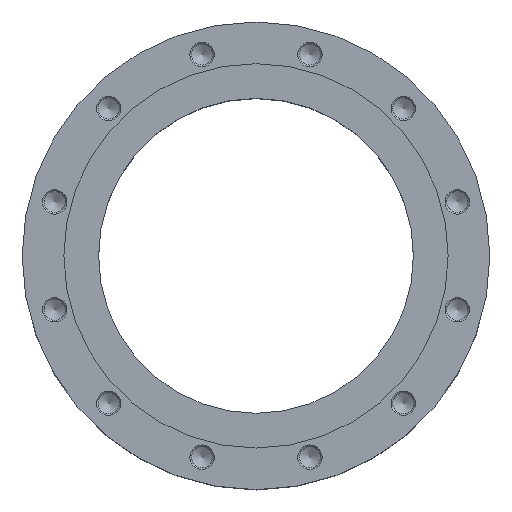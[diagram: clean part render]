
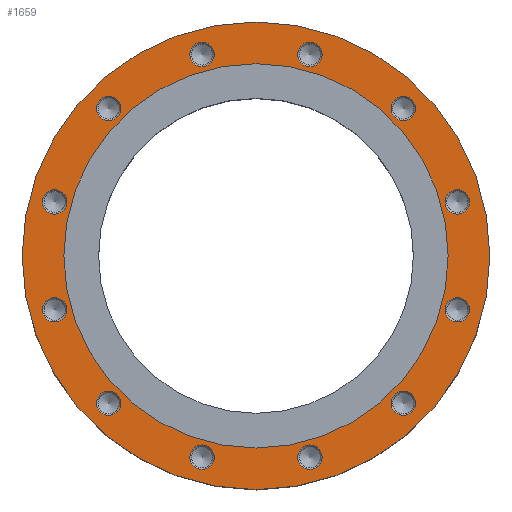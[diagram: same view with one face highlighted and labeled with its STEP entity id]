
A CAD part, top view. The second image highlights one B-rep face of the part: STEP entity #1659.
In plain terms, the highlighted planar face has unit normal (0, 0, 1).
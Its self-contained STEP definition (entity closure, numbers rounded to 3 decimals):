
#176=ORIENTED_EDGE('',*,*,#341,.T.);
#177=ORIENTED_EDGE('',*,*,#342,.T.);
#178=ORIENTED_EDGE('',*,*,#343,.T.);
#179=ORIENTED_EDGE('',*,*,#344,.T.);
#180=ORIENTED_EDGE('',*,*,#345,.T.);
#181=ORIENTED_EDGE('',*,*,#346,.T.);
#182=ORIENTED_EDGE('',*,*,#347,.T.);
#183=ORIENTED_EDGE('',*,*,#348,.T.);
#184=ORIENTED_EDGE('',*,*,#349,.T.);
#185=ORIENTED_EDGE('',*,*,#350,.T.);
#186=ORIENTED_EDGE('',*,*,#351,.T.);
#187=ORIENTED_EDGE('',*,*,#352,.T.);
#188=ORIENTED_EDGE('',*,*,#353,.T.);
#189=ORIENTED_EDGE('',*,*,#340,.F.);
#340=EDGE_CURVE('',#431,#431,#546,.T.);
#341=EDGE_CURVE('',#432,#432,#547,.T.);
#342=EDGE_CURVE('',#433,#433,#548,.T.);
#343=EDGE_CURVE('',#434,#434,#549,.T.);
#344=EDGE_CURVE('',#435,#435,#550,.T.);
#345=EDGE_CURVE('',#436,#436,#551,.T.);
#346=EDGE_CURVE('',#437,#437,#552,.T.);
#347=EDGE_CURVE('',#438,#438,#553,.T.);
#348=EDGE_CURVE('',#439,#439,#554,.T.);
#349=EDGE_CURVE('',#440,#440,#555,.T.);
#350=EDGE_CURVE('',#441,#441,#556,.T.);
#351=EDGE_CURVE('',#442,#442,#557,.T.);
#352=EDGE_CURVE('',#443,#443,#558,.T.);
#353=EDGE_CURVE('',#444,#444,#559,.T.);
#431=VERTEX_POINT('',#2365);
#432=VERTEX_POINT('',#2368);
#433=VERTEX_POINT('',#2370);
#434=VERTEX_POINT('',#2372);
#435=VERTEX_POINT('',#2374);
#436=VERTEX_POINT('',#2376);
#437=VERTEX_POINT('',#2378);
#438=VERTEX_POINT('',#2380);
#439=VERTEX_POINT('',#2382);
#440=VERTEX_POINT('',#2384);
#441=VERTEX_POINT('',#2386);
#442=VERTEX_POINT('',#2388);
#443=VERTEX_POINT('',#2390);
#444=VERTEX_POINT('',#2392);
#546=CIRCLE('',#1785,230.);
#547=CIRCLE('',#1787,189.);
#548=CIRCLE('',#1788,12.);
#549=CIRCLE('',#1789,12.);
#550=CIRCLE('',#1790,12.);
#551=CIRCLE('',#1791,12.);
#552=CIRCLE('',#1792,12.);
#553=CIRCLE('',#1793,12.);
#554=CIRCLE('',#1794,12.);
#555=CIRCLE('',#1795,12.);
#556=CIRCLE('',#1796,12.);
#557=CIRCLE('',#1797,12.);
#558=CIRCLE('',#1798,12.);
#559=CIRCLE('',#1799,12.);
#655=EDGE_LOOP('',(#176));
#656=EDGE_LOOP('',(#177));
#657=EDGE_LOOP('',(#178));
#658=EDGE_LOOP('',(#179));
#659=EDGE_LOOP('',(#180));
#660=EDGE_LOOP('',(#181));
#661=EDGE_LOOP('',(#182));
#662=EDGE_LOOP('',(#183));
#663=EDGE_LOOP('',(#184));
#664=EDGE_LOOP('',(#185));
#665=EDGE_LOOP('',(#186));
#666=EDGE_LOOP('',(#187));
#667=EDGE_LOOP('',(#188));
#668=EDGE_LOOP('',(#189));
#837=FACE_BOUND('',#655,.T.);
#838=FACE_BOUND('',#656,.T.);
#839=FACE_BOUND('',#657,.T.);
#840=FACE_BOUND('',#658,.T.);
#841=FACE_BOUND('',#659,.T.);
#842=FACE_BOUND('',#660,.T.);
#843=FACE_BOUND('',#661,.T.);
#844=FACE_BOUND('',#662,.T.);
#845=FACE_BOUND('',#663,.T.);
#846=FACE_BOUND('',#664,.T.);
#847=FACE_BOUND('',#665,.T.);
#848=FACE_BOUND('',#666,.T.);
#849=FACE_BOUND('',#667,.T.);
#850=FACE_BOUND('',#668,.T.);
#1002=PLANE('',#1786);
#1659=ADVANCED_FACE('',(#837,#838,#839,#840,#841,#842,#843,#844,#845,#846,
#847,#848,#849,#850),#1002,.T.);
#1785=AXIS2_PLACEMENT_3D('',#2364,#2017,#2018);
#1786=AXIS2_PLACEMENT_3D('',#2366,#2019,#2020);
#1787=AXIS2_PLACEMENT_3D('',#2367,#2021,#2022);
#1788=AXIS2_PLACEMENT_3D('',#2369,#2023,#2024);
#1789=AXIS2_PLACEMENT_3D('',#2371,#2025,#2026);
#1790=AXIS2_PLACEMENT_3D('',#2373,#2027,#2028);
#1791=AXIS2_PLACEMENT_3D('',#2375,#2029,#2030);
#1792=AXIS2_PLACEMENT_3D('',#2377,#2031,#2032);
#1793=AXIS2_PLACEMENT_3D('',#2379,#2033,#2034);
#1794=AXIS2_PLACEMENT_3D('',#2381,#2035,#2036);
#1795=AXIS2_PLACEMENT_3D('',#2383,#2037,#2038);
#1796=AXIS2_PLACEMENT_3D('',#2385,#2039,#2040);
#1797=AXIS2_PLACEMENT_3D('',#2387,#2041,#2042);
#1798=AXIS2_PLACEMENT_3D('',#2389,#2043,#2044);
#1799=AXIS2_PLACEMENT_3D('',#2391,#2045,#2046);
#2017=DIRECTION('',(0.,0.,-1.));
#2018=DIRECTION('',(-1.,0.,0.));
#2019=DIRECTION('',(0.,0.,1.));
#2020=DIRECTION('',(1.,0.,0.));
#2021=DIRECTION('',(0.,0.,-1.));
#2022=DIRECTION('',(-1.,0.,0.));
#2023=DIRECTION('',(0.,0.,-1.));
#2024=DIRECTION('',(-1.,0.,0.));
#2025=DIRECTION('',(0.,0.,-1.));
#2026=DIRECTION('',(-1.,0.,0.));
#2027=DIRECTION('',(0.,0.,-1.));
#2028=DIRECTION('',(-1.,0.,0.));
#2029=DIRECTION('',(0.,0.,-1.));
#2030=DIRECTION('',(-1.,0.,0.));
#2031=DIRECTION('',(0.,0.,-1.));
#2032=DIRECTION('',(-1.,0.,0.));
#2033=DIRECTION('',(0.,0.,-1.));
#2034=DIRECTION('',(-1.,0.,0.));
#2035=DIRECTION('',(0.,0.,-1.));
#2036=DIRECTION('',(-1.,0.,0.));
#2037=DIRECTION('',(0.,0.,-1.));
#2038=DIRECTION('',(-1.,0.,0.));
#2039=DIRECTION('',(0.,0.,-1.));
#2040=DIRECTION('',(-1.,0.,0.));
#2041=DIRECTION('',(0.,0.,-1.));
#2042=DIRECTION('',(-1.,0.,0.));
#2043=DIRECTION('',(0.,0.,-1.));
#2044=DIRECTION('',(-1.,0.,0.));
#2045=DIRECTION('',(0.,0.,-1.));
#2046=DIRECTION('',(-1.,0.,0.));
#2364=CARTESIAN_POINT('',(0.,0.,-2.));
#2365=CARTESIAN_POINT('',(-230.,0.,-2.));
#2366=CARTESIAN_POINT('',(0.,230.,-2.));
#2367=CARTESIAN_POINT('',(0.,0.,-2.));
#2368=CARTESIAN_POINT('',(-189.,0.,-2.));
#2369=CARTESIAN_POINT('',(-53.058,198.015,-2.));
#2370=CARTESIAN_POINT('',(-65.058,198.015,-2.));
#2371=CARTESIAN_POINT('',(144.957,144.957,-2.));
#2372=CARTESIAN_POINT('',(132.957,144.957,-2.));
#2373=CARTESIAN_POINT('',(198.015,53.058,-2.));
#2374=CARTESIAN_POINT('',(186.015,53.058,-2.));
#2375=CARTESIAN_POINT('',(198.015,-53.058,-2.));
#2376=CARTESIAN_POINT('',(186.015,-53.058,-2.));
#2377=CARTESIAN_POINT('',(144.957,-144.957,-2.));
#2378=CARTESIAN_POINT('',(132.957,-144.957,-2.));
#2379=CARTESIAN_POINT('',(53.058,-198.015,-2.));
#2380=CARTESIAN_POINT('',(41.058,-198.015,-2.));
#2381=CARTESIAN_POINT('',(-53.058,-198.015,-2.));
#2382=CARTESIAN_POINT('',(-65.058,-198.015,-2.));
#2383=CARTESIAN_POINT('',(-144.957,-144.957,-2.));
#2384=CARTESIAN_POINT('',(-156.957,-144.957,-2.));
#2385=CARTESIAN_POINT('',(-198.015,-53.058,-2.));
#2386=CARTESIAN_POINT('',(-210.015,-53.058,-2.));
#2387=CARTESIAN_POINT('',(-198.015,53.058,-2.));
#2388=CARTESIAN_POINT('',(-210.015,53.058,-2.));
#2389=CARTESIAN_POINT('',(-144.957,144.957,-2.));
#2390=CARTESIAN_POINT('',(-156.957,144.957,-2.));
#2391=CARTESIAN_POINT('',(53.058,198.015,-2.));
#2392=CARTESIAN_POINT('',(41.058,198.015,-2.));
